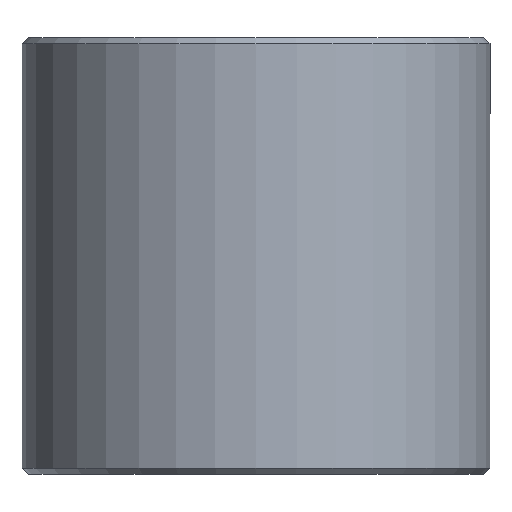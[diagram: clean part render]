
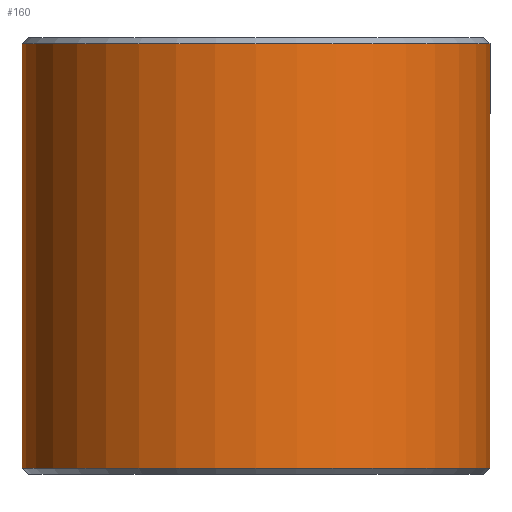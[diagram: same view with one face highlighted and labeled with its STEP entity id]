
A CAD part, front view. The second image highlights one B-rep face of the part: STEP entity #160.
In plain terms, the highlighted cylindrical face has radius 75 mm (diameter 150 mm), a full revolution.
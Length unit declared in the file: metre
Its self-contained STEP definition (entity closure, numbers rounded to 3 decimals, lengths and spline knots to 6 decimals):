
#160=ADVANCED_FACE('',(#186,#187),#188,.T.);
#186=FACE_OUTER_BOUND('',#4071,.T.);
#187=FACE_OUTER_BOUND('',#4072,.T.);
#188=CYLINDRICAL_SURFACE('',#4073,0.075);
#4071=EDGE_LOOP('',(#7981));
#4072=EDGE_LOOP('',(#7982));
#4073=AXIS2_PLACEMENT_3D('',#7983,#7984,#7985);
#7981=ORIENTED_EDGE('',*,*,#8026,.T.);
#7982=ORIENTED_EDGE('',*,*,#8027,.F.);
#7983=CARTESIAN_POINT('',(0.0,0.0,0.));
#7984=DIRECTION('',(0.0,0.,-1.0));
#7985=DIRECTION('',(0.0,1.0,0.));
#8026=EDGE_CURVE('',#8058,#8058,#8059,.T.);
#8027=EDGE_CURVE('',#8060,#8060,#8061,.T.);
#8058=VERTEX_POINT('',#8330);
#8059=CIRCLE('',#8331,0.075);
#8060=VERTEX_POINT('',#8332);
#8061=CIRCLE('',#8333,0.075);
#8330=CARTESIAN_POINT('',(0.0,0.075,0.138));
#8331=AXIS2_PLACEMENT_3D('',#8366,#8367,#8368);
#8332=CARTESIAN_POINT('',(0.0,0.075,0.002));
#8333=AXIS2_PLACEMENT_3D('',#8369,#8370,#8371);
#8366=CARTESIAN_POINT('',(0.0,0.,0.138));
#8367=DIRECTION('',(0.0,0.,-1.0));
#8368=DIRECTION('',(0.0,1.0,0.));
#8369=CARTESIAN_POINT('',(0.0,0.0,0.002));
#8370=DIRECTION('',(0.0,0.,-1.0));
#8371=DIRECTION('',(0.0,1.0,0.));
